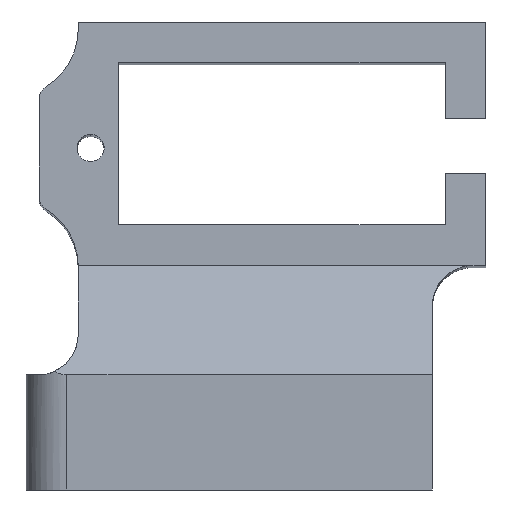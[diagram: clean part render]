
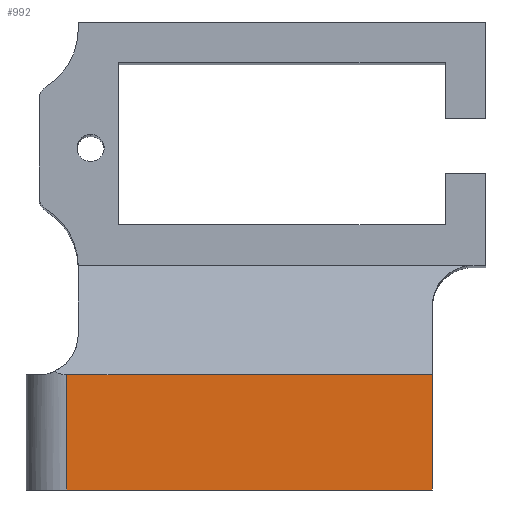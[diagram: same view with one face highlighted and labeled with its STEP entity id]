
A CAD part, front view. The second image highlights one B-rep face of the part: STEP entity #992.
In plain terms, the highlighted planar face has unit normal (0, -1, 0).
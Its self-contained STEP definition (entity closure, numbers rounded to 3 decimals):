
#44 = VERTEX_POINT ( 'NONE', #108 ) ;
#50 = LINE ( 'NONE', #1310, #961 ) ;
#54 = VERTEX_POINT ( 'NONE', #299 ) ;
#108 = CARTESIAN_POINT ( 'NONE',  ( -24., -15., 10. ) ) ;
#118 = EDGE_CURVE ( 'NONE', #44, #54, #314, .T. ) ;
#122 = EDGE_CURVE ( 'NONE', #363, #54, #1361, .T. ) ;
#202 = DIRECTION ( 'NONE',  ( 1., 0., 0. ) ) ;
#220 = EDGE_CURVE ( 'NONE', #363, #1347, #50, .T. ) ;
#255 = FACE_OUTER_BOUND ( 'NONE', #967, .T. ) ;
#299 = CARTESIAN_POINT ( 'NONE',  ( 3., -15., 10. ) ) ;
#314 = LINE ( 'NONE', #944, #1157 ) ;
#323 = CARTESIAN_POINT ( 'NONE',  ( 3., -15., 18.5 ) ) ;
#363 = VERTEX_POINT ( 'NONE', #323 ) ;
#388 = DIRECTION ( 'NONE',  ( -1., 0., 0. ) ) ;
#390 = ORIENTED_EDGE ( 'NONE', *, *, #604, .T. ) ;
#560 = VECTOR ( 'NONE', #753, 1000. ) ;
#589 = DIRECTION ( 'NONE',  ( 0., 1., 0. ) ) ;
#604 = EDGE_CURVE ( 'NONE', #1347, #44, #965, .T. ) ;
#720 = VECTOR ( 'NONE', #1275, 1000. ) ;
#753 = DIRECTION ( 'NONE',  ( 0., 0., -1. ) ) ;
#773 = CARTESIAN_POINT ( 'NONE',  ( -24., -15., 53.486 ) ) ;
#783 = PLANE ( 'NONE',  #937 ) ;
#810 = ORIENTED_EDGE ( 'NONE', *, *, #118, .T. ) ;
#937 = AXIS2_PLACEMENT_3D ( 'NONE', #1109, #589, #1093 ) ;
#944 = CARTESIAN_POINT ( 'NONE',  ( 0., -15., 10. ) ) ;
#961 = VECTOR ( 'NONE', #388, 1000. ) ;
#965 = LINE ( 'NONE', #773, #720 ) ;
#967 = EDGE_LOOP ( 'NONE', ( #1137, #390, #810, #1312 ) ) ;
#992 = ADVANCED_FACE ( 'NONE', ( #255 ), #783, .F. ) ;
#1093 = DIRECTION ( 'NONE',  ( -1., 0., 0. ) ) ;
#1109 = CARTESIAN_POINT ( 'NONE',  ( 0., -15., 53.486 ) ) ;
#1137 = ORIENTED_EDGE ( 'NONE', *, *, #220, .T. ) ;
#1139 = CARTESIAN_POINT ( 'NONE',  ( 3., -15., 53.486 ) ) ;
#1157 = VECTOR ( 'NONE', #202, 1000. ) ;
#1275 = DIRECTION ( 'NONE',  ( 0., 0., -1. ) ) ;
#1310 = CARTESIAN_POINT ( 'NONE',  ( 0., -15., 18.5 ) ) ;
#1312 = ORIENTED_EDGE ( 'NONE', *, *, #122, .F. ) ;
#1341 = CARTESIAN_POINT ( 'NONE',  ( -24., -15., 18.5 ) ) ;
#1347 = VERTEX_POINT ( 'NONE', #1341 ) ;
#1361 = LINE ( 'NONE', #1139, #560 ) ;
